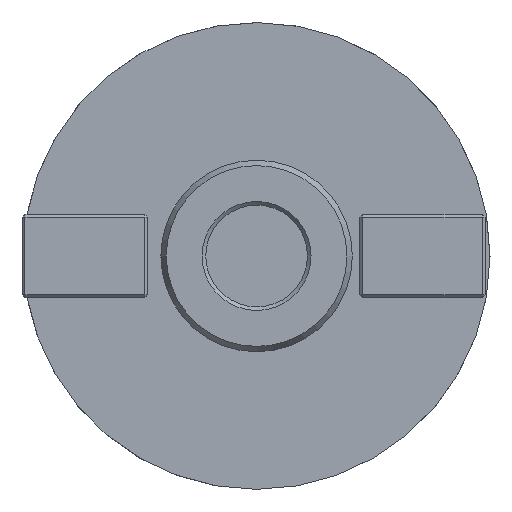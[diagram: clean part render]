
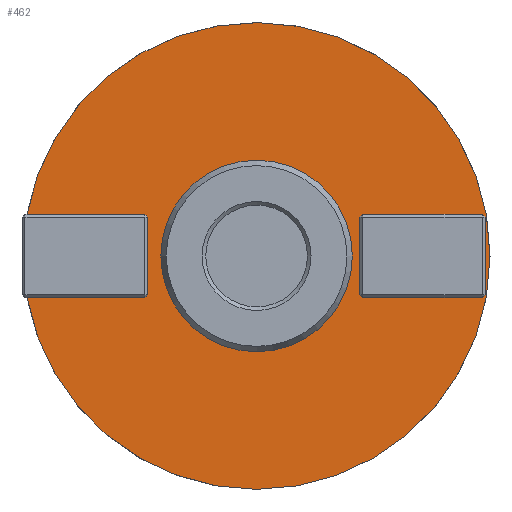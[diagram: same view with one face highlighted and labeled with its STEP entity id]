
A CAD part, left-side view. The second image highlights one B-rep face of the part: STEP entity #462.
In plain terms, the highlighted planar face has unit normal (-1, 0, 0).
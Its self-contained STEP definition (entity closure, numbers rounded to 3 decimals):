
#146=FACE_BOUND('',#736,.T.);
#147=FACE_BOUND('',#737,.T.);
#148=FACE_BOUND('',#738,.T.);
#185=LINE('',#2538,#323);
#186=LINE('',#2540,#324);
#187=LINE('',#2542,#325);
#188=LINE('',#2544,#326);
#189=LINE('',#2546,#327);
#190=LINE('',#2547,#328);
#191=LINE('',#2550,#329);
#192=LINE('',#2552,#330);
#193=LINE('',#2554,#331);
#194=LINE('',#2556,#332);
#195=LINE('',#2558,#333);
#196=LINE('',#2560,#334);
#197=LINE('',#2562,#335);
#323=VECTOR('',#2043,1.);
#324=VECTOR('',#2044,1.);
#325=VECTOR('',#2045,1.);
#326=VECTOR('',#2046,1.);
#327=VECTOR('',#2047,1.);
#328=VECTOR('',#2048,1.);
#329=VECTOR('',#2049,1.);
#330=VECTOR('',#2050,1.);
#331=VECTOR('',#2051,1.);
#332=VECTOR('',#2052,1.);
#333=VECTOR('',#2053,1.);
#334=VECTOR('',#2054,1.);
#335=VECTOR('',#2055,1.);
#462=ADVANCED_FACE('',(#146,#147,#148),#576,.F.);
#576=PLANE('',#1861);
#736=EDGE_LOOP('',(#870,#871,#872,#873,#874,#875));
#737=EDGE_LOOP('',(#876,#877,#878,#879,#880,#881,#882,#883));
#738=EDGE_LOOP('',(#884));
#870=ORIENTED_EDGE('',*,*,#1546,.T.);
#871=ORIENTED_EDGE('',*,*,#1547,.T.);
#872=ORIENTED_EDGE('',*,*,#1548,.T.);
#873=ORIENTED_EDGE('',*,*,#1549,.T.);
#874=ORIENTED_EDGE('',*,*,#1550,.T.);
#875=ORIENTED_EDGE('',*,*,#1551,.T.);
#876=ORIENTED_EDGE('',*,*,#1552,.T.);
#877=ORIENTED_EDGE('',*,*,#1553,.T.);
#878=ORIENTED_EDGE('',*,*,#1554,.T.);
#879=ORIENTED_EDGE('',*,*,#1555,.T.);
#880=ORIENTED_EDGE('',*,*,#1556,.T.);
#881=ORIENTED_EDGE('',*,*,#1557,.T.);
#882=ORIENTED_EDGE('',*,*,#1558,.T.);
#883=ORIENTED_EDGE('',*,*,#1559,.T.);
#884=ORIENTED_EDGE('',*,*,#1560,.F.);
#1382=VERTEX_POINT('',#2536);
#1383=VERTEX_POINT('',#2537);
#1384=VERTEX_POINT('',#2539);
#1385=VERTEX_POINT('',#2541);
#1386=VERTEX_POINT('',#2543);
#1387=VERTEX_POINT('',#2545);
#1388=VERTEX_POINT('',#2548);
#1389=VERTEX_POINT('',#2549);
#1390=VERTEX_POINT('',#2551);
#1391=VERTEX_POINT('',#2553);
#1392=VERTEX_POINT('',#2555);
#1393=VERTEX_POINT('',#2557);
#1394=VERTEX_POINT('',#2559);
#1395=VERTEX_POINT('',#2561);
#1396=VERTEX_POINT('',#2564);
#1546=EDGE_CURVE('',#1382,#1383,#1802,.T.);
#1547=EDGE_CURVE('',#1383,#1384,#185,.T.);
#1548=EDGE_CURVE('',#1384,#1385,#186,.T.);
#1549=EDGE_CURVE('',#1385,#1386,#187,.T.);
#1550=EDGE_CURVE('',#1386,#1387,#188,.T.);
#1551=EDGE_CURVE('',#1387,#1382,#189,.T.);
#1552=EDGE_CURVE('',#1388,#1389,#190,.T.);
#1553=EDGE_CURVE('',#1389,#1390,#191,.T.);
#1554=EDGE_CURVE('',#1390,#1391,#192,.T.);
#1555=EDGE_CURVE('',#1391,#1392,#193,.T.);
#1556=EDGE_CURVE('',#1392,#1393,#194,.T.);
#1557=EDGE_CURVE('',#1393,#1394,#195,.T.);
#1558=EDGE_CURVE('',#1394,#1395,#196,.T.);
#1559=EDGE_CURVE('',#1395,#1388,#197,.T.);
#1560=EDGE_CURVE('',#1396,#1396,#1803,.T.);
#1802=CIRCLE('',#1859,39.);
#1803=CIRCLE('',#1860,16.);
#1859=AXIS2_PLACEMENT_3D('',#2535,#2041,#2042);
#1860=AXIS2_PLACEMENT_3D('',#2563,#2056,#2057);
#1861=AXIS2_PLACEMENT_3D('',#2565,#2058,#2059);
#2041=DIRECTION('',(-1.,0.,0.));
#2042=DIRECTION('',(0.,0.,-1.));
#2043=DIRECTION('',(0.,-1.,0.));
#2044=DIRECTION('',(0.,-0.707,-0.707));
#2045=DIRECTION('',(0.,0.,-1.));
#2046=DIRECTION('',(0.,0.707,-0.707));
#2047=DIRECTION('',(0.,1.,0.));
#2048=DIRECTION('',(0.,-1.,0.));
#2049=DIRECTION('',(0.,-0.707,-0.707));
#2050=DIRECTION('',(0.,0.,-1.));
#2051=DIRECTION('',(0.,0.707,-0.707));
#2052=DIRECTION('',(0.,1.,0.));
#2053=DIRECTION('',(0.,0.707,0.707));
#2054=DIRECTION('',(0.,0.,1.));
#2055=DIRECTION('',(0.,-0.707,0.707));
#2056=DIRECTION('',(-1.,0.,0.));
#2057=DIRECTION('',(0.,0.,-1.));
#2058=DIRECTION('',(1.,0.,0.));
#2059=DIRECTION('',(0.,0.,-1.));
#2535=CARTESIAN_POINT('',(24.,0.,0.));
#2536=CARTESIAN_POINT('',(24.,38.367,-7.));
#2537=CARTESIAN_POINT('',(24.,38.367,7.));
#2538=CARTESIAN_POINT('',(24.,17.435,7.));
#2539=CARTESIAN_POINT('',(24.,18.7,7.));
#2540=CARTESIAN_POINT('',(24.,14.568,2.868));
#2541=CARTESIAN_POINT('',(24.,18.2,6.5));
#2542=CARTESIAN_POINT('',(24.,18.2,0.));
#2543=CARTESIAN_POINT('',(24.,18.2,-6.5));
#2544=CARTESIAN_POINT('',(24.,14.568,-2.868));
#2545=CARTESIAN_POINT('',(24.,18.7,-7.));
#2546=CARTESIAN_POINT('',(24.,17.435,-7.));
#2547=CARTESIAN_POINT('',(24.,17.435,7.));
#2548=CARTESIAN_POINT('',(24.,-17.7,7.));
#2549=CARTESIAN_POINT('',(24.,-37.7,7.));
#2550=CARTESIAN_POINT('',(24.,-13.632,31.068));
#2551=CARTESIAN_POINT('',(24.,-38.2,6.5));
#2552=CARTESIAN_POINT('',(24.,-38.2,0.));
#2553=CARTESIAN_POINT('',(24.,-38.2,-6.5));
#2554=CARTESIAN_POINT('',(24.,-13.632,-31.068));
#2555=CARTESIAN_POINT('',(24.,-37.7,-7.));
#2556=CARTESIAN_POINT('',(24.,17.435,-7.));
#2557=CARTESIAN_POINT('',(24.,-17.7,-7.));
#2558=CARTESIAN_POINT('',(24.,3.368,14.068));
#2559=CARTESIAN_POINT('',(24.,-17.2,-6.5));
#2560=CARTESIAN_POINT('',(24.,-17.2,0.));
#2561=CARTESIAN_POINT('',(24.,-17.2,6.5));
#2562=CARTESIAN_POINT('',(24.,3.368,-14.068));
#2563=CARTESIAN_POINT('',(24.,0.,0.));
#2564=CARTESIAN_POINT('',(24.,0.,-16.));
#2565=CARTESIAN_POINT('',(24.,17.435,0.));
